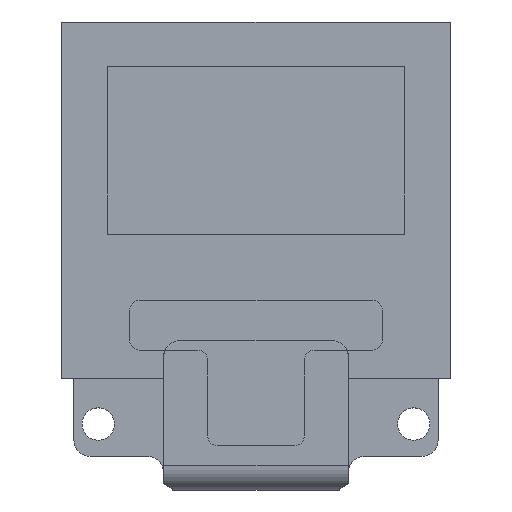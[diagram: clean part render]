
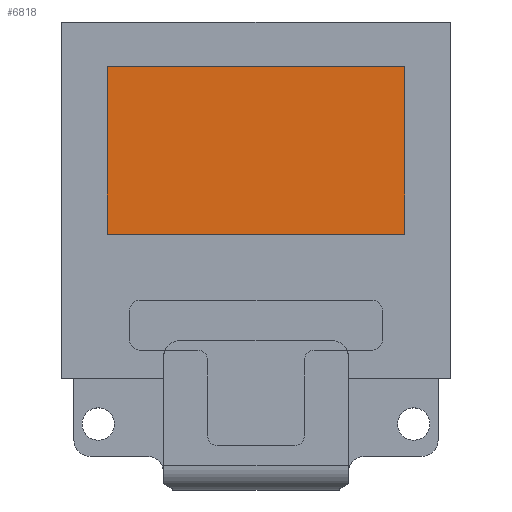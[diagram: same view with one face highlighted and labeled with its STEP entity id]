
A CAD part, top view. The second image highlights one B-rep face of the part: STEP entity #6818.
In plain terms, the highlighted planar face has unit normal (0, 0, 1).
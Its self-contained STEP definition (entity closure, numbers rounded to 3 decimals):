
#98 = VERTEX_POINT ( 'NONE', #7182 ) ;
#558 = VERTEX_POINT ( 'NONE', #2845 ) ;
#623 = CARTESIAN_POINT ( 'NONE',  ( 1.402, -1.375, 1.003 ) ) ;
#721 = LINE ( 'NONE', #3463, #10327 ) ;
#1018 = AXIS2_PLACEMENT_3D ( 'NONE', #8479, #2026, #10121 ) ;
#1578 = VECTOR ( 'NONE', #4120, 1000. ) ;
#1646 = CARTESIAN_POINT ( 'NONE',  ( 10.598, -1.375, 1.003 ) ) ;
#1714 = ORIENTED_EDGE ( 'NONE', *, *, #2132, .T. ) ;
#1744 = VECTOR ( 'NONE', #8334, 1000. ) ;
#2026 = DIRECTION ( 'NONE',  ( 0., 0., 1. ) ) ;
#2132 = EDGE_CURVE ( 'NONE', #10191, #3850, #9292, .T. ) ;
#2845 = CARTESIAN_POINT ( 'NONE',  ( 10.598, -6.555, 1.003 ) ) ;
#3192 = EDGE_CURVE ( 'NONE', #3850, #558, #4343, .T. ) ;
#3279 = EDGE_CURVE ( 'NONE', #98, #10191, #721, .T. ) ;
#3463 = CARTESIAN_POINT ( 'NONE',  ( 1.402, -1.375, 1.003 ) ) ;
#3850 = VERTEX_POINT ( 'NONE', #10549 ) ;
#4120 = DIRECTION ( 'NONE',  ( 1., 0., 0. ) ) ;
#4343 = LINE ( 'NONE', #7803, #1578 ) ;
#4401 = VECTOR ( 'NONE', #6980, 1000. ) ;
#4415 = LINE ( 'NONE', #1646, #4401 ) ;
#5460 = FACE_OUTER_BOUND ( 'NONE', #10071, .T. ) ;
#5628 = ORIENTED_EDGE ( 'NONE', *, *, #3279, .T. ) ;
#6818 = ADVANCED_FACE ( 'NONE', ( #5460 ), #7240, .T. ) ;
#6980 = DIRECTION ( 'NONE',  ( 0., 1., 0. ) ) ;
#7182 = CARTESIAN_POINT ( 'NONE',  ( 10.598, -1.375, 1.003 ) ) ;
#7240 = PLANE ( 'NONE',  #1018 ) ;
#7803 = CARTESIAN_POINT ( 'NONE',  ( 1.402, -6.555, 1.003 ) ) ;
#8334 = DIRECTION ( 'NONE',  ( 0., -1., 0. ) ) ;
#8347 = ORIENTED_EDGE ( 'NONE', *, *, #9015, .T. ) ;
#8401 = CARTESIAN_POINT ( 'NONE',  ( 1.402, -1.375, 1.003 ) ) ;
#8479 = CARTESIAN_POINT ( 'NONE',  ( 0., 0., 1.003 ) ) ;
#8875 = ORIENTED_EDGE ( 'NONE', *, *, #3192, .T. ) ;
#9015 = EDGE_CURVE ( 'NONE', #558, #98, #4415, .T. ) ;
#9093 = DIRECTION ( 'NONE',  ( -1., 0., 0. ) ) ;
#9292 = LINE ( 'NONE', #8401, #1744 ) ;
#10071 = EDGE_LOOP ( 'NONE', ( #8347, #5628, #1714, #8875 ) ) ;
#10121 = DIRECTION ( 'NONE',  ( 1., 0., 0. ) ) ;
#10191 = VERTEX_POINT ( 'NONE', #623 ) ;
#10327 = VECTOR ( 'NONE', #9093, 1000. ) ;
#10549 = CARTESIAN_POINT ( 'NONE',  ( 1.402, -6.555, 1.003 ) ) ;
